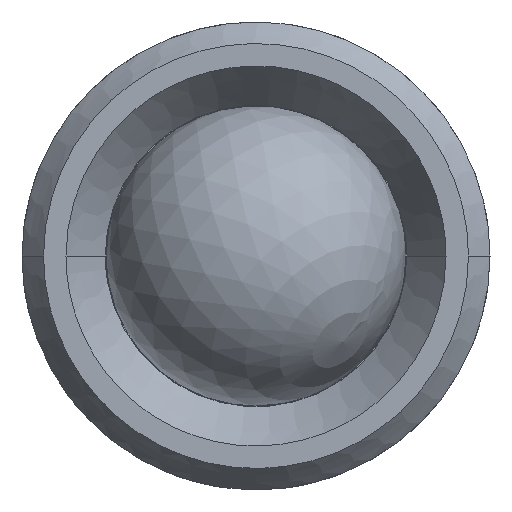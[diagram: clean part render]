
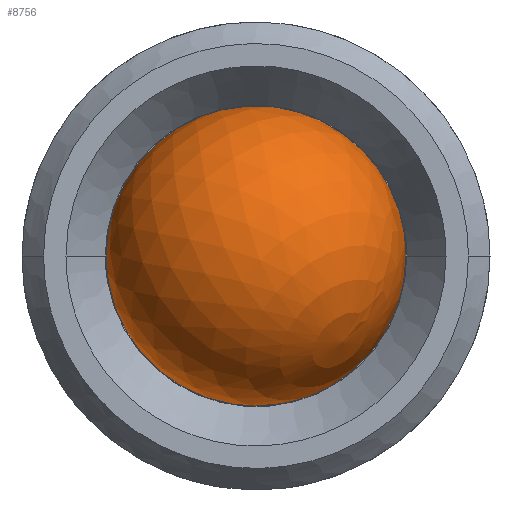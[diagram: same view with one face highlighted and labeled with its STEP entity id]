
A CAD part, front view. The second image highlights one B-rep face of the part: STEP entity #8756.
In plain terms, the highlighted spherical face has radius 8 mm.
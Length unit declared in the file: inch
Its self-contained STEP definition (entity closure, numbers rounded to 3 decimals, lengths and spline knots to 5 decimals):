
#18=SPHERICAL_SURFACE('',#9078,0.31496);
#209=CIRCLE('',#9079,0.31496);
#210=CIRCLE('',#9080,0.31496);
#211=CIRCLE('',#9081,0.31496);
#212=CIRCLE('',#9082,0.31496);
#1749=FACE_OUTER_BOUND('',#2266,.T.);
#2266=EDGE_LOOP('',(#8138,#8139,#8140,#8141,#8142));
#4108=VERTEX_POINT('',#67617);
#4109=VERTEX_POINT('',#67618);
#4110=VERTEX_POINT('',#67620);
#4111=VERTEX_POINT('',#67623);
#5454=EDGE_CURVE('',#4108,#4109,#209,.T.);
#5455=EDGE_CURVE('',#4110,#4108,#210,.T.);
#5456=EDGE_CURVE('',#4109,#4110,#211,.T.);
#5457=EDGE_CURVE('',#4111,#4109,#212,.T.);
#8138=ORIENTED_EDGE('',*,*,#5454,.F.);
#8139=ORIENTED_EDGE('',*,*,#5455,.F.);
#8140=ORIENTED_EDGE('',*,*,#5456,.F.);
#8141=ORIENTED_EDGE('',*,*,#5457,.F.);
#8142=ORIENTED_EDGE('',*,*,#5457,.T.);
#8756=ADVANCED_FACE('',(#1749),#18,.T.);
#9078=AXIS2_PLACEMENT_3D('',#67616,#10145,#10146);
#9079=AXIS2_PLACEMENT_3D('',#67619,#10147,#10148);
#9080=AXIS2_PLACEMENT_3D('',#67621,#10149,#10150);
#9081=AXIS2_PLACEMENT_3D('',#67622,#10151,#10152);
#9082=AXIS2_PLACEMENT_3D('',#67624,#10153,#10154);
#10145=DIRECTION('center_axis',(0.577,-0.577,-0.577));
#10146=DIRECTION('ref_axis',(-0.707,0.,-0.707));
#10147=DIRECTION('center_axis',(0.,1.,0.));
#10148=DIRECTION('ref_axis',(1.,0.,0.));
#10149=DIRECTION('center_axis',(0.,1.,0.));
#10150=DIRECTION('ref_axis',(1.,0.,0.));
#10151=DIRECTION('center_axis',(0.,1.,0.));
#10152=DIRECTION('ref_axis',(1.,0.,0.));
#10153=DIRECTION('center_axis',(-0.408,-0.816,0.408));
#10154=DIRECTION('ref_axis',(0.707,0.,0.707));
#67616=CARTESIAN_POINT('Origin',(0.,-0.70866,
0.));
#67617=CARTESIAN_POINT('',(-0.31496,-0.70866,0.));
#67618=CARTESIAN_POINT('',(0.2228,-0.70866,0.22262));
#67619=CARTESIAN_POINT('Origin',(0.,-0.70866,
0.));
#67620=CARTESIAN_POINT('',(0.31496,-0.70866,0.));
#67621=CARTESIAN_POINT('Origin',(0.,-0.70866,
0.));
#67622=CARTESIAN_POINT('Origin',(0.,-0.70866,
0.));
#67623=CARTESIAN_POINT('',(0.18184,-0.8905,-0.18184));
#67624=CARTESIAN_POINT('Origin',(0.,-0.70866,
0.));
